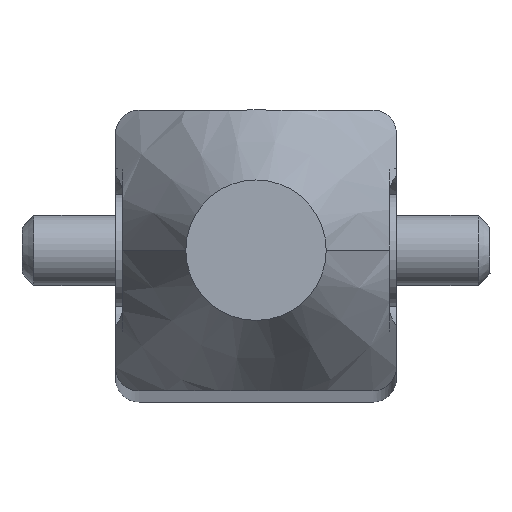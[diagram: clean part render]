
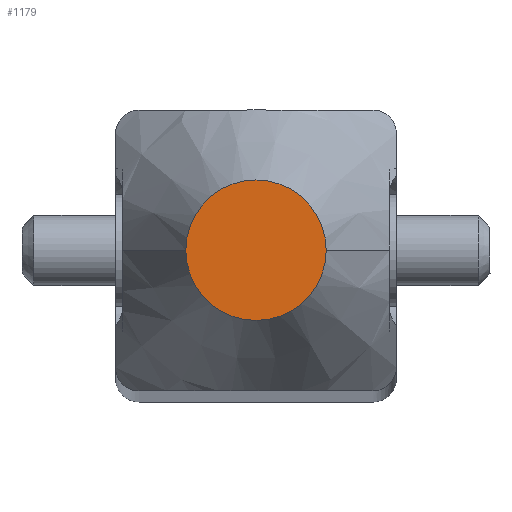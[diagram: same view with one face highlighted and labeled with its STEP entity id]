
A CAD part, top view. The second image highlights one B-rep face of the part: STEP entity #1179.
In plain terms, the highlighted planar face has unit normal (0, 0, 1).
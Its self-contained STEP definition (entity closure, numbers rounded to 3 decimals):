
#592=CARTESIAN_POINT('',(0.,0.,75.));
#593=DIRECTION('',(0.,0.,-1.));
#594=DIRECTION('',(-1.,0.,0.));
#595=AXIS2_PLACEMENT_3D('',#592,#593,#594);
#597=CARTESIAN_POINT('',(0.,0.,75.));
#598=DIRECTION('',(0.,0.,-1.));
#599=DIRECTION('',(1.,0.,0.));
#600=AXIS2_PLACEMENT_3D('',#597,#598,#599);
#882=CARTESIAN_POINT('',(-3.,0.,75.));
#884=VERTEX_POINT('',#882);
#892=CARTESIAN_POINT('',(3.,0.,75.));
#893=VERTEX_POINT('',#892);
#1170=CARTESIAN_POINT('',(0.,0.,75.));
#1171=DIRECTION('',(0.,0.,1.));
#1172=DIRECTION('',(1.,0.,0.));
#1173=AXIS2_PLACEMENT_3D('',#1170,#1171,#1172);
#1174=PLANE('',#1173);
#1175=ORIENTED_EDGE('',*,*,#1121,.T.);
#1176=ORIENTED_EDGE('',*,*,#1139,.T.);
#1177=EDGE_LOOP('',(#1175,#1176));
#1178=FACE_OUTER_BOUND('',#1177,.F.);
#1179=ADVANCED_FACE('',(#1178),#1174,.T.);
#596=CIRCLE('',#595,3.);
#601=CIRCLE('',#600,3.);
#1121=EDGE_CURVE('',#884,#893,#596,.T.);
#1139=EDGE_CURVE('',#893,#884,#601,.T.);
